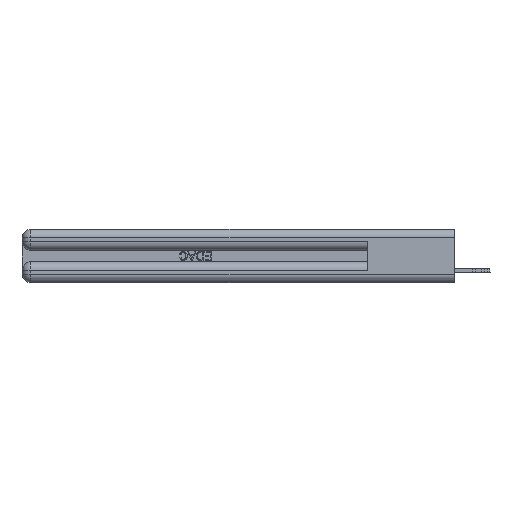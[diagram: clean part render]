
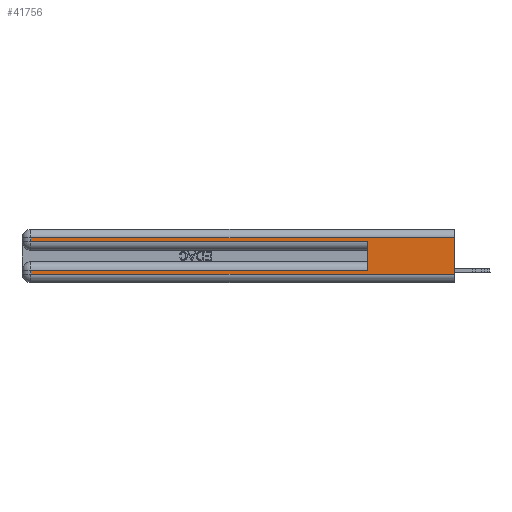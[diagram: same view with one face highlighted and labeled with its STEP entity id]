
A CAD part, left-side view. The second image highlights one B-rep face of the part: STEP entity #41756.
In plain terms, the highlighted planar face has unit normal (-1, 0, 0).
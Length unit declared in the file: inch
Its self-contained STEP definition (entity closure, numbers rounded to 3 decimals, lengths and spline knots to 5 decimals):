
#441 = VERTEX_POINT ( 'NONE', #38862 ) ;
#1488 = ORIENTED_EDGE ( 'NONE', *, *, #46312, .F. ) ;
#1792 = AXIS2_PLACEMENT_3D ( 'NONE', #44211, #1794, #32954 ) ;
#1794 = DIRECTION ( 'NONE',  ( 1., 0., 0. ) ) ;
#1816 = DIRECTION ( 'NONE',  ( 0., 0., -1. ) ) ;
#2562 = EDGE_LOOP ( 'NONE', ( #9550, #27753, #44192, #22688, #1488, #29607, #34255, #12820 ) ) ;
#3736 = VECTOR ( 'NONE', #41317, 39.37008 ) ;
#3902 = CARTESIAN_POINT ( 'NONE',  ( 0., 0., 0.285 ) ) ;
#3994 = EDGE_CURVE ( 'NONE', #7065, #36797, #15262, .T. ) ;
#4980 = LINE ( 'NONE', #25660, #6233 ) ;
#5492 = FACE_OUTER_BOUND ( 'NONE', #2562, .T. ) ;
#5617 = LINE ( 'NONE', #10053, #46398 ) ;
#6233 = VECTOR ( 'NONE', #37550, 39.37008 ) ;
#7065 = VERTEX_POINT ( 'NONE', #9994 ) ;
#8371 = VECTOR ( 'NONE', #22839, 39.37008 ) ;
#8574 = EDGE_CURVE ( 'NONE', #441, #23171, #48082, .T. ) ;
#9549 = CARTESIAN_POINT ( 'NONE',  ( 0., 2.94, 0.37 ) ) ;
#9550 = ORIENTED_EDGE ( 'NONE', *, *, #8574, .F. ) ;
#9813 = VERTEX_POINT ( 'NONE', #35406 ) ;
#9994 = CARTESIAN_POINT ( 'NONE',  ( 0., 2.94, 0.085 ) ) ;
#9996 = CARTESIAN_POINT ( 'NONE',  ( 0., 2.94, 0.06 ) ) ;
#10053 = CARTESIAN_POINT ( 'NONE',  ( 0., 0.6, 0.145 ) ) ;
#12820 = ORIENTED_EDGE ( 'NONE', *, *, #15148, .T. ) ;
#13188 = CARTESIAN_POINT ( 'NONE',  ( 0., 2.94, 0.285 ) ) ;
#14951 = DIRECTION ( 'NONE',  ( 0., -1., 0. ) ) ;
#15148 = EDGE_CURVE ( 'NONE', #36797, #23171, #15250, .T. ) ;
#15250 = LINE ( 'NONE', #30165, #45900 ) ;
#15262 = LINE ( 'NONE', #9549, #29107 ) ;
#17681 = CARTESIAN_POINT ( 'NONE',  ( 0., 0., 0.06 ) ) ;
#21322 = EDGE_CURVE ( 'NONE', #441, #9813, #46902, .T. ) ;
#22688 = ORIENTED_EDGE ( 'NONE', *, *, #42518, .T. ) ;
#22839 = DIRECTION ( 'NONE',  ( 0., -1., 0. ) ) ;
#23171 = VERTEX_POINT ( 'NONE', #17681 ) ;
#24006 = DIRECTION ( 'NONE',  ( 0., 1., 0. ) ) ;
#24792 = DIRECTION ( 'NONE',  ( 0., 0., -1. ) ) ;
#25660 = CARTESIAN_POINT ( 'NONE',  ( 0., 2.94, 0.37 ) ) ;
#25853 = CARTESIAN_POINT ( 'NONE',  ( 0., 0., 0.31 ) ) ;
#26372 = EDGE_CURVE ( 'NONE', #30470, #7065, #29594, .T. ) ;
#27557 = VECTOR ( 'NONE', #1816, 39.37008 ) ;
#27753 = ORIENTED_EDGE ( 'NONE', *, *, #21322, .T. ) ;
#28786 = LINE ( 'NONE', #3902, #8371 ) ;
#28950 = DIRECTION ( 'NONE',  ( 0., 0., 1. ) ) ;
#29107 = VECTOR ( 'NONE', #24792, 39.37008 ) ;
#29594 = LINE ( 'NONE', #39798, #42212 ) ;
#29607 = ORIENTED_EDGE ( 'NONE', *, *, #26372, .T. ) ;
#29735 = VERTEX_POINT ( 'NONE', #34996 ) ;
#30165 = CARTESIAN_POINT ( 'NONE',  ( 0., 0., 0.06 ) ) ;
#30470 = VERTEX_POINT ( 'NONE', #41902 ) ;
#32954 = DIRECTION ( 'NONE',  ( 0., 0., -1. ) ) ;
#34255 = ORIENTED_EDGE ( 'NONE', *, *, #3994, .T. ) ;
#34996 = CARTESIAN_POINT ( 'NONE',  ( 0., 0.6, 0.285 ) ) ;
#35406 = CARTESIAN_POINT ( 'NONE',  ( 0., 2.94, 0.31 ) ) ;
#36797 = VERTEX_POINT ( 'NONE', #9996 ) ;
#37550 = DIRECTION ( 'NONE',  ( 0., 0., -1. ) ) ;
#38862 = CARTESIAN_POINT ( 'NONE',  ( 0., 0., 0.31 ) ) ;
#39798 = CARTESIAN_POINT ( 'NONE',  ( 0., 0., 0.085 ) ) ;
#40213 = CARTESIAN_POINT ( 'NONE',  ( 0., 0., 0.37 ) ) ;
#40548 = PLANE ( 'NONE',  #1792 ) ;
#40921 = EDGE_CURVE ( 'NONE', #9813, #43245, #4980, .T. ) ;
#41317 = DIRECTION ( 'NONE',  ( 0., 1., 0. ) ) ;
#41756 = ADVANCED_FACE ( 'NONE', ( #5492 ), #40548, .F. ) ;
#41902 = CARTESIAN_POINT ( 'NONE',  ( 0., 0.6, 0.085 ) ) ;
#42212 = VECTOR ( 'NONE', #24006, 39.37008 ) ;
#42518 = EDGE_CURVE ( 'NONE', #43245, #29735, #28786, .T. ) ;
#43245 = VERTEX_POINT ( 'NONE', #13188 ) ;
#44192 = ORIENTED_EDGE ( 'NONE', *, *, #40921, .T. ) ;
#44211 = CARTESIAN_POINT ( 'NONE',  ( 0., 0., 0.37 ) ) ;
#45900 = VECTOR ( 'NONE', #14951, 39.37008 ) ;
#46312 = EDGE_CURVE ( 'NONE', #30470, #29735, #5617, .T. ) ;
#46398 = VECTOR ( 'NONE', #28950, 39.37008 ) ;
#46902 = LINE ( 'NONE', #25853, #3736 ) ;
#48082 = LINE ( 'NONE', #40213, #27557 ) ;
